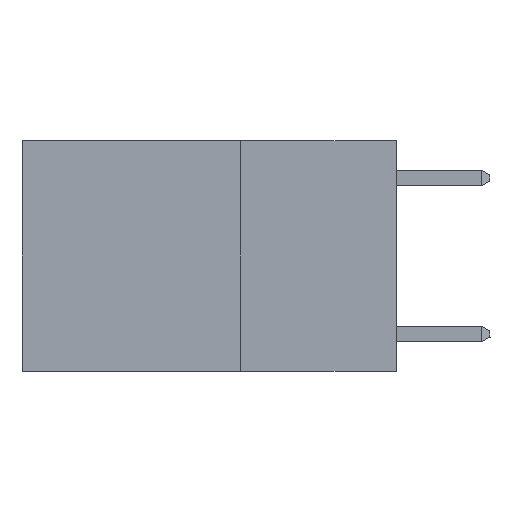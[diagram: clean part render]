
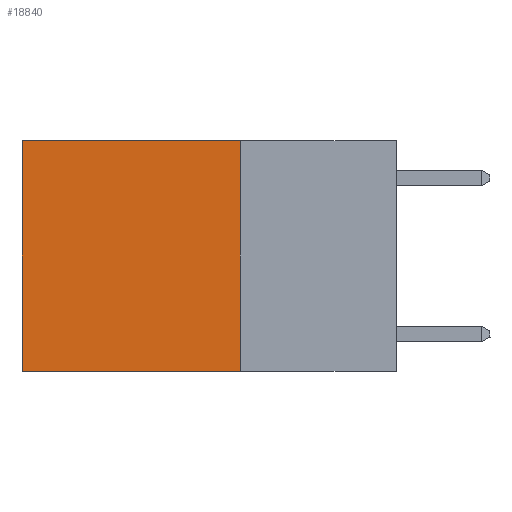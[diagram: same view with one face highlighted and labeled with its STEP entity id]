
A CAD part, left-side view. The second image highlights one B-rep face of the part: STEP entity #18840.
In plain terms, the highlighted planar face has unit normal (-1, 0, 0).
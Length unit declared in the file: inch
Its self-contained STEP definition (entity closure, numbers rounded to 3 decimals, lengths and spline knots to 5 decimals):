
#1379 = DIRECTION ( 'NONE',  ( 0., 1., 0. ) ) ;
#1852 = VECTOR ( 'NONE', #12840, 39.37008 ) ;
#2523 = LINE ( 'NONE', #6414, #1852 ) ;
#2791 = VERTEX_POINT ( 'NONE', #7735 ) ;
#3558 = PLANE ( 'NONE',  #17922 ) ;
#3588 = CARTESIAN_POINT ( 'NONE',  ( 0.2625, 0.25, -0.37 ) ) ;
#4119 = ORIENTED_EDGE ( 'NONE', *, *, #26680, .F. ) ;
#4282 = VERTEX_POINT ( 'NONE', #6190 ) ;
#5082 = DIRECTION ( 'NONE',  ( 0., 0., -1. ) ) ;
#5174 = ORIENTED_EDGE ( 'NONE', *, *, #19772, .F. ) ;
#5726 = DIRECTION ( 'NONE',  ( 1., 0., 0. ) ) ;
#6019 = VECTOR ( 'NONE', #5082, 39.37008 ) ;
#6190 = CARTESIAN_POINT ( 'NONE',  ( 0.2625, 0.6, -0.37 ) ) ;
#6309 = EDGE_LOOP ( 'NONE', ( #26472, #4119, #5174, #7234 ) ) ;
#6414 = CARTESIAN_POINT ( 'NONE',  ( 0.2625, 0.25, 0. ) ) ;
#7234 = ORIENTED_EDGE ( 'NONE', *, *, #23857, .T. ) ;
#7302 = DIRECTION ( 'NONE',  ( 0., 1., 0. ) ) ;
#7735 = CARTESIAN_POINT ( 'NONE',  ( 0.2625, 0.25, -0.37 ) ) ;
#8906 = EDGE_CURVE ( 'NONE', #27402, #4282, #11637, .T. ) ;
#9249 = LINE ( 'NONE', #9464, #24712 ) ;
#9464 = CARTESIAN_POINT ( 'NONE',  ( 0.2625, 0.25, 0. ) ) ;
#9915 = CARTESIAN_POINT ( 'NONE',  ( 0.2625, 0.25, 0. ) ) ;
#10092 = VECTOR ( 'NONE', #1379, 39.37008 ) ;
#10725 = LINE ( 'NONE', #3588, #10092 ) ;
#10762 = CARTESIAN_POINT ( 'NONE',  ( 0.2625, 0.6, 0. ) ) ;
#11063 = CARTESIAN_POINT ( 'NONE',  ( 0.2625, 0.25, 0. ) ) ;
#11637 = LINE ( 'NONE', #22414, #6019 ) ;
#12840 = DIRECTION ( 'NONE',  ( 0., 0., -1. ) ) ;
#17922 = AXIS2_PLACEMENT_3D ( 'NONE', #9915, #5726, #20527 ) ;
#18840 = ADVANCED_FACE ( 'NONE', ( #24755 ), #3558, .F. ) ;
#19187 = VERTEX_POINT ( 'NONE', #11063 ) ;
#19772 = EDGE_CURVE ( 'NONE', #19187, #2791, #2523, .T. ) ;
#20527 = DIRECTION ( 'NONE',  ( 0., 0., -1. ) ) ;
#22414 = CARTESIAN_POINT ( 'NONE',  ( 0.2625, 0.6, 0. ) ) ;
#23857 = EDGE_CURVE ( 'NONE', #19187, #27402, #9249, .T. ) ;
#24712 = VECTOR ( 'NONE', #7302, 39.37008 ) ;
#24755 = FACE_OUTER_BOUND ( 'NONE', #6309, .T. ) ;
#26472 = ORIENTED_EDGE ( 'NONE', *, *, #8906, .T. ) ;
#26680 = EDGE_CURVE ( 'NONE', #2791, #4282, #10725, .T. ) ;
#27402 = VERTEX_POINT ( 'NONE', #10762 ) ;
